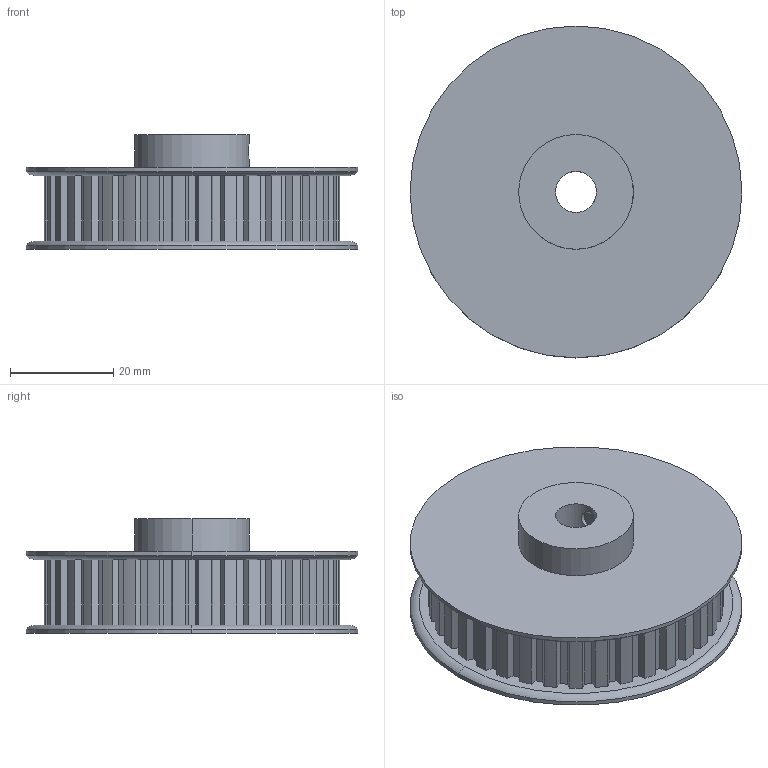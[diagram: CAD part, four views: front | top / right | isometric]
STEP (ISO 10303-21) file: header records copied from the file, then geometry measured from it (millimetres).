
FILE_DESCRIPTION (( 'STEP AP203' ), '1' );
FILE_NAME ('57105K27_XL Series Lightweight Timing Belt Pulley.STEP', '2021-07-09T11:58:20', ( 'Administrator' ), ( 'Managed by Terraform' ), 'SwSTEP 2.0', 'SolidWorks 2017', '' );
FILE_SCHEMA (( 'CONFIG_CONTROL_DESIGN' ));
Length unit declared in the file: inch
Products named in the file (1): 57105K27_XL Series Lightweight Timing Belt Pulley
Bounding box: 64.26 x 64.26 x 22.23 mm (x, y, z)
Volume: 43015.1 mm3; surface area: 12369.9 mm2
Topology: 1 solids, 1 shells, 178 faces, 508 edges, 336 vertices
Faces by surface type: plane 122, cylinder 48, cone 4, torus 4
Entity records: 5965 total; most frequent: CARTESIAN_POINT 1137, ORIENTED_EDGE 1016, DIRECTION 970, EDGE_CURVE 508, VECTOR 396, LINE 396, VERTEX_POINT 336, AXIS2_PLACEMENT_3D 287
